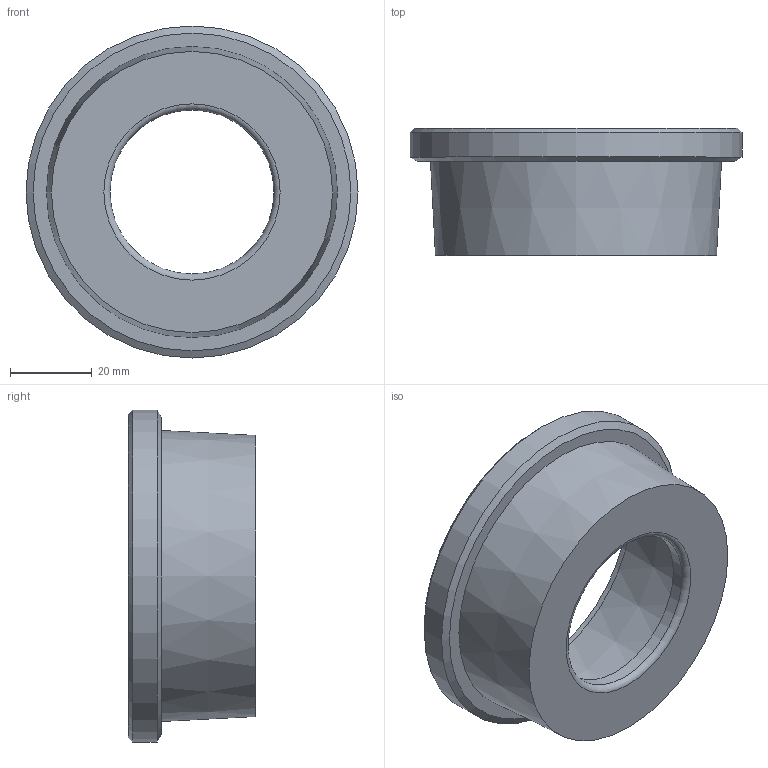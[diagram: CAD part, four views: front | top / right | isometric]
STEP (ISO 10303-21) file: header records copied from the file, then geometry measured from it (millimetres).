
FILE_DESCRIPTION(/* description */ (''),/* implementation_level */ '2;1');
FILE_NAME(/* name */ '6116 - DN40.step',/* time_stamp */ '2022-12-20T09:04:42+01:00',/* author */ (''),/* organization */ (''),/* preprocessor_version */ 'ST-DEVELOPER v19.2',/* originating_system */ 'Autodesk Translation Framework v11.17.0.187',/* authorisation */ '');
FILE_SCHEMA (('AUTOMOTIVE_DESIGN { 1 0 10303 214 3 1 1 }'));
Length unit declared in the file: millimetre
Products named in the file (1): 6116 - DN40
Bounding box: 81 x 31 x 81 mm (x, y, z)
Volume: 50316.3 mm3; surface area: 19267.7 mm2
Topology: 1 solids, 1 shells, 17 faces, 30 edges, 19 vertices
Faces by surface type: plane 6, cylinder 5, cone 4, torus 2
Full cylindrical faces by diameter (mm): 40 x1, 44.4 x1, 46.8 x1, 61 x1, 81 x1
Entity records: 465 total; most frequent: DIRECTION 87, CARTESIAN_POINT 67, ORIENTED_EDGE 60, AXIS2_PLACEMENT_3D 39, EDGE_CURVE 30, EDGE_LOOP 23, CIRCLE 21, VERTEX_POINT 19
